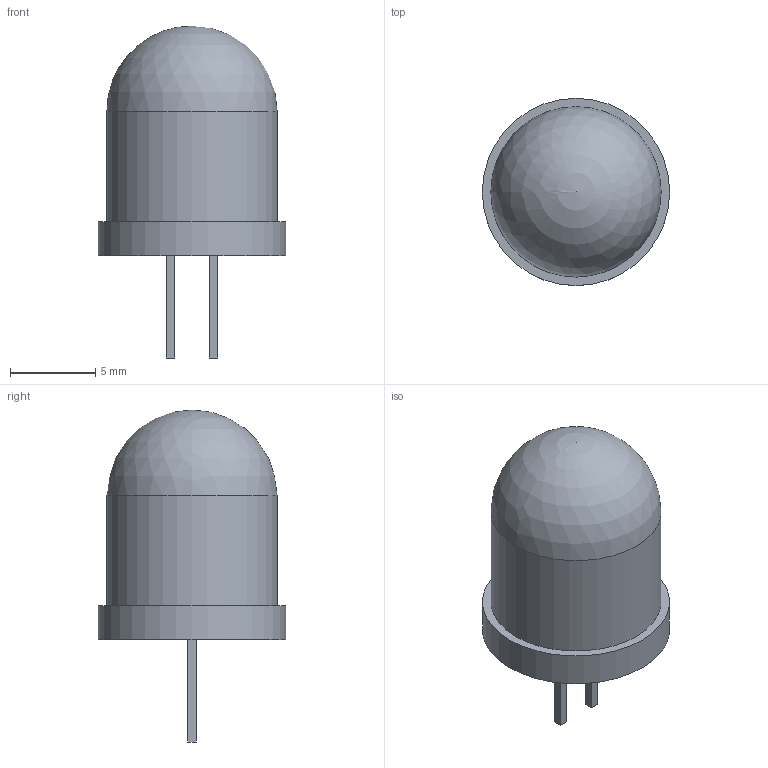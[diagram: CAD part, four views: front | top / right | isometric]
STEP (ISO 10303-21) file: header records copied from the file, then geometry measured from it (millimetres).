
FILE_DESCRIPTION(('FreeCAD Model'),'2;1');
FILE_NAME('Open CASCADE Shape Model','2023-03-30T14:44:05',( 'kicad StepUp'),('ksu MCAD'),'Open CASCADE STEP processor 7.6', 'FreeCAD','Unknown');
FILE_SCHEMA(('AUTOMOTIVE_DESIGN { 1 0 10303 214 1 1 1 1 }'));
Length unit declared in the file: millimetre
Products named in the file (4): LED_Round_Diffuse_D10.0mm; Glass Round 10mm; Pin One MKIII; Pin Two MKIII
Assembly tree (3 placements, depth 2):
  LED_Round_Diffuse_D10.0mm
    Glass Round 10mm
    Pin One MKIII
    Pin Two MKIII
Bounding box: 11 x 11 x 19.5 mm (x, y, z)
Volume: 968.7 mm3; surface area: 590.9 mm2
Topology: 3 solids, 3 shells, 30 faces, 68 edges, 45 vertices
Faces by surface type: plane 22, cylinder 4, cone 3, sphere 1
Full cylindrical faces by diameter (mm): 10 x1, 11 x1
Entity records: 927 total; most frequent: DIRECTION 148, CARTESIAN_POINT 146, ORIENTED_EDGE 134, EDGE_CURVE 67, LINE 54, VECTOR 54, AXIS2_PLACEMENT_3D 47, VERTEX_POINT 45
